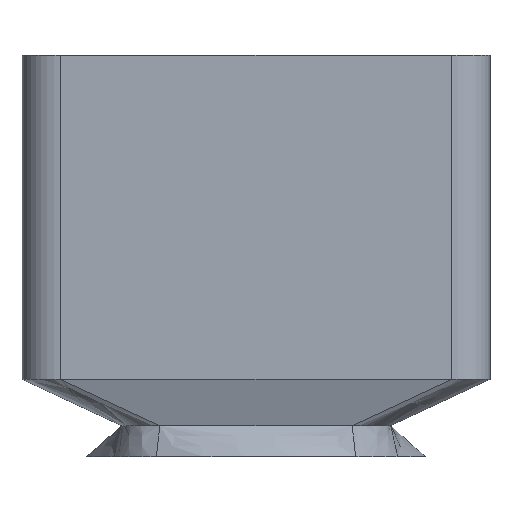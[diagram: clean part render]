
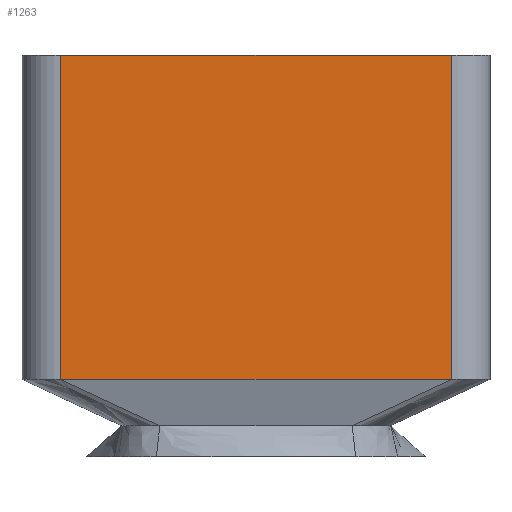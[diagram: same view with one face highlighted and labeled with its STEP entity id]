
A CAD part, front view. The second image highlights one B-rep face of the part: STEP entity #1263.
In plain terms, the highlighted planar face has unit normal (0, -1, 0).
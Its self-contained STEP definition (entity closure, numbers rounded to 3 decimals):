
#86=PLANE('',#1395);
#139=FACE_OUTER_BOUND('',#228,.T.);
#228=EDGE_LOOP('',(#1068,#1069,#1070,#1071));
#308=LINE('',#2190,#422);
#335=LINE('',#2275,#449);
#336=LINE('',#2278,#450);
#337=LINE('',#2279,#451);
#422=VECTOR('',#1581,10.);
#449=VECTOR('',#1670,10.);
#450=VECTOR('',#1673,10.);
#451=VECTOR('',#1674,10.);
#606=VERTEX_POINT('',#2187);
#607=VERTEX_POINT('',#2189);
#634=VERTEX_POINT('',#2273);
#635=VERTEX_POINT('',#2277);
#746=EDGE_CURVE('',#606,#607,#308,.T.);
#789=EDGE_CURVE('',#634,#606,#335,.T.);
#790=EDGE_CURVE('',#635,#634,#336,.T.);
#791=EDGE_CURVE('',#607,#635,#337,.T.);
#1068=ORIENTED_EDGE('',*,*,#789,.F.);
#1069=ORIENTED_EDGE('',*,*,#790,.F.);
#1070=ORIENTED_EDGE('',*,*,#791,.F.);
#1071=ORIENTED_EDGE('',*,*,#746,.F.);
#1263=ADVANCED_FACE('',(#139),#86,.T.);
#1395=AXIS2_PLACEMENT_3D('',#2276,#1671,#1672);
#1581=DIRECTION('',(1.,0.,0.));
#1670=DIRECTION('',(0.,0.,1.));
#1671=DIRECTION('center_axis',(0.,-1.,0.));
#1672=DIRECTION('ref_axis',(-1.,0.,0.));
#1673=DIRECTION('',(-1.,0.,0.));
#1674=DIRECTION('',(0.,0.,-1.));
#2187=CARTESIAN_POINT('',(-38.,-33.,82.));
#2189=CARTESIAN_POINT('',(38.,-33.,82.));
#2190=CARTESIAN_POINT('',(-38.,-33.,82.));
#2273=CARTESIAN_POINT('',(-38.,-33.,19.));
#2275=CARTESIAN_POINT('',(-38.,-33.,29.));
#2276=CARTESIAN_POINT('Origin',(38.,-33.,29.));
#2277=CARTESIAN_POINT('',(38.,-33.,19.));
#2278=CARTESIAN_POINT('',(-38.,-33.,19.));
#2279=CARTESIAN_POINT('',(38.,-33.,29.));
